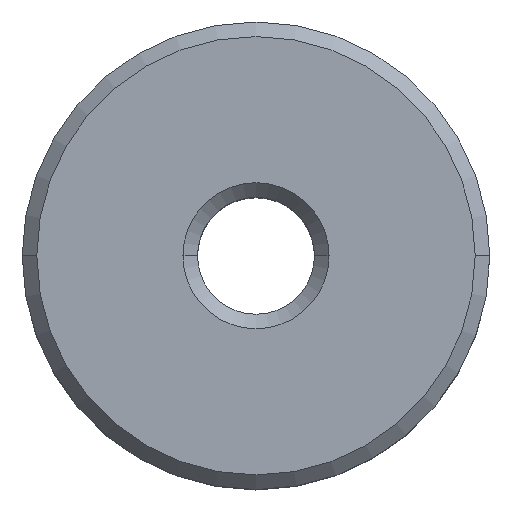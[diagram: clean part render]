
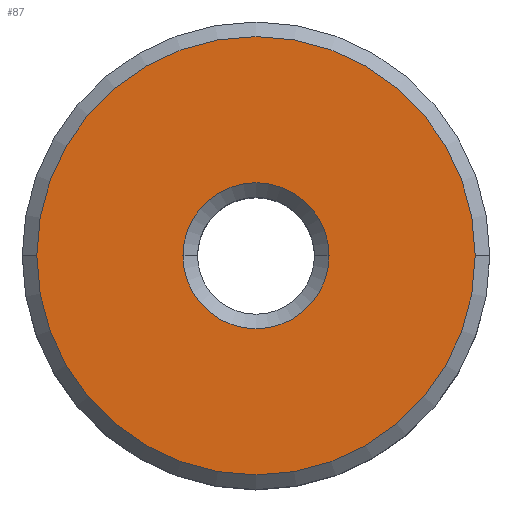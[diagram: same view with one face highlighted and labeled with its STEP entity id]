
A CAD part, top view. The second image highlights one B-rep face of the part: STEP entity #87.
In plain terms, the highlighted planar face has unit normal (0, 0, 1).
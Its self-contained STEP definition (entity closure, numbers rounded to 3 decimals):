
#28 = ORIENTED_EDGE ( 'NONE', *, *, #55, .T. ) ;
#55 = EDGE_CURVE ( 'NONE', #111, #110, #325, .T. ) ;
#59 = EDGE_LOOP ( 'NONE', ( #135, #88 ) ) ;
#84 = ORIENTED_EDGE ( 'NONE', *, *, #122, .T. ) ;
#87 = ADVANCED_FACE ( 'NONE', ( #419, #415 ), #443, .T. ) ;
#88 = ORIENTED_EDGE ( 'NONE', *, *, #132, .T. ) ;
#110 = VERTEX_POINT ( 'NONE', #400 ) ;
#111 = VERTEX_POINT ( 'NONE', #399 ) ;
#122 = EDGE_CURVE ( 'NONE', #110, #111, #235, .T. ) ;
#132 = EDGE_CURVE ( 'NONE', #181, #178, #236, .T. ) ;
#135 = ORIENTED_EDGE ( 'NONE', *, *, #172, .T. ) ;
#172 = EDGE_CURVE ( 'NONE', #178, #181, #575, .T. ) ;
#178 = VERTEX_POINT ( 'NONE', #453 ) ;
#181 = VERTEX_POINT ( 'NONE', #605 ) ;
#228 = EDGE_LOOP ( 'NONE', ( #28, #84 ) ) ;
#231 = DIRECTION ( 'NONE',  ( 1., 0., 0. ) ) ;
#232 = DIRECTION ( 'NONE',  ( 0., 0., 1. ) ) ;
#233 = CARTESIAN_POINT ( 'NONE',  ( 0., 0., 0. ) ) ;
#234 = AXIS2_PLACEMENT_3D ( 'NONE', #233, #232, #231 ) ;
#235 = CIRCLE ( 'NONE', #234, 7.5 ) ;
#236 = CIRCLE ( 'NONE', #246, 2.5 ) ;
#246 = AXIS2_PLACEMENT_3D ( 'NONE', #368, #367, #366 ) ;
#263 = CARTESIAN_POINT ( 'NONE',  ( 0., 0., 0. ) ) ;
#325 = CIRCLE ( 'NONE', #331, 7.5 ) ;
#331 = AXIS2_PLACEMENT_3D ( 'NONE', #263, #448, #447 ) ;
#366 = DIRECTION ( 'NONE',  ( 1., 0., 0. ) ) ;
#367 = DIRECTION ( 'NONE',  ( 0., 0., -1. ) ) ;
#368 = CARTESIAN_POINT ( 'NONE',  ( 0., 0., 0. ) ) ;
#399 = CARTESIAN_POINT ( 'NONE',  ( -7.5, 0., 0. ) ) ;
#400 = CARTESIAN_POINT ( 'NONE',  ( 7.5, 0., 0. ) ) ;
#411 = AXIS2_PLACEMENT_3D ( 'NONE', #446, #439, #438 ) ;
#415 = FACE_BOUND ( 'NONE', #59, .T. ) ;
#419 = FACE_OUTER_BOUND ( 'NONE', #228, .T. ) ;
#438 = DIRECTION ( 'NONE',  ( 1., 0., 0. ) ) ;
#439 = DIRECTION ( 'NONE',  ( 0., 0., 1. ) ) ;
#443 = PLANE ( 'NONE',  #411 ) ;
#446 = CARTESIAN_POINT ( 'NONE',  ( 0., 0., 0. ) ) ;
#447 = DIRECTION ( 'NONE',  ( 1., 0., 0. ) ) ;
#448 = DIRECTION ( 'NONE',  ( 0., 0., 1. ) ) ;
#450 = DIRECTION ( 'NONE',  ( 0., 0., -1. ) ) ;
#451 = CARTESIAN_POINT ( 'NONE',  ( 0., 0., 0. ) ) ;
#452 = AXIS2_PLACEMENT_3D ( 'NONE', #451, #450, #610 ) ;
#453 = CARTESIAN_POINT ( 'NONE',  ( 2.5, 0., 0. ) ) ;
#575 = CIRCLE ( 'NONE', #452, 2.5 ) ;
#605 = CARTESIAN_POINT ( 'NONE',  ( -2.5, 0., 0. ) ) ;
#610 = DIRECTION ( 'NONE',  ( 1., 0., 0. ) ) ;
